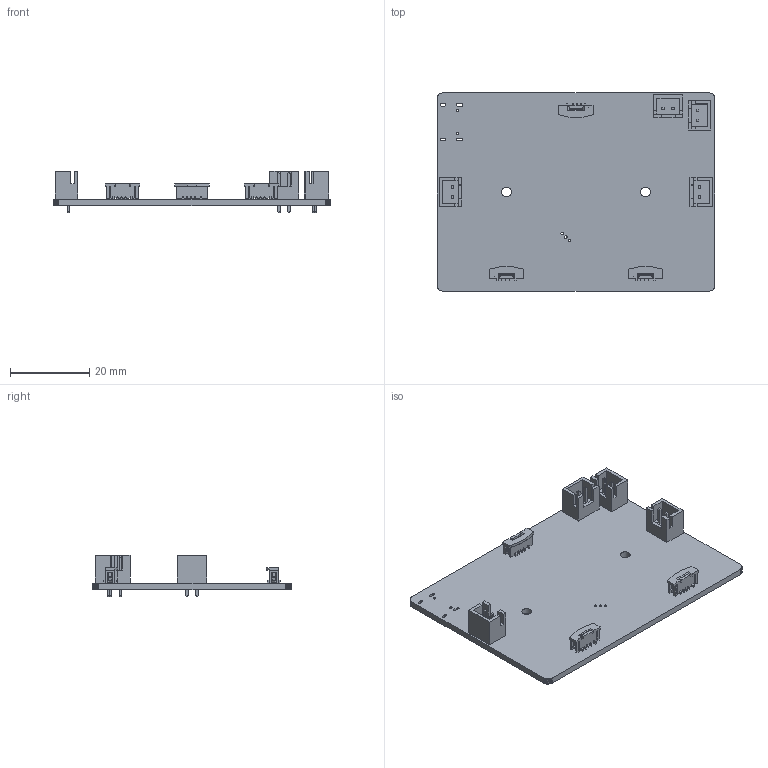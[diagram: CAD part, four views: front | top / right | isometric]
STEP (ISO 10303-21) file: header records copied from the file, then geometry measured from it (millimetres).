
FILE_DESCRIPTION(('KiCad electronic assembly'),'2;1');
FILE_NAME('TIME II PCB.step','2023-10-17T05:56:34',('Pcbnew'),('Kicad'), 'Open CASCADE STEP processor 7.6','KiCad to STEP converter','Unknown' );
FILE_SCHEMA(('AUTOMOTIVE_DESIGN { 1 0 10303 214 1 1 1 1 }'));
Length unit declared in the file: millimetre
Products named in the file (6): TIME II PCB 1; 525590652; COMPOUND; User Library-JST B2B-XH-A; _autosave-TIME II PCB PCB
Assembly tree (10 placements, depth 3):
  TIME II PCB 1
    525590652  x3
      COMPOUND
    User Library-JST B2B-XH-A  x4
      COMPOUND
    _autosave-TIME II PCB PCB
Bounding box: 70 x 50 x 10.4 mm (x, y, z)
Volume: 6394.1 mm3; surface area: 9658.2 mm2
Topology: 24 solids, 24 shells, 1518 faces, 4490 edges, 3074 vertices
Faces by surface type: plane 1371, cylinder 147
Full cylindrical faces by diameter (mm): 0.65 x5, 1 x8, 2.5 x2
Entity records: 41478 total; most frequent: CARTESIAN_POINT 7117, DIRECTION 6375, LINE 4866, VECTOR 4866, ORIENTED_EDGE 3380, PCURVE 3380, DEFINITIONAL_REPRESENTATION 3380, EDGE_CURVE 1690
